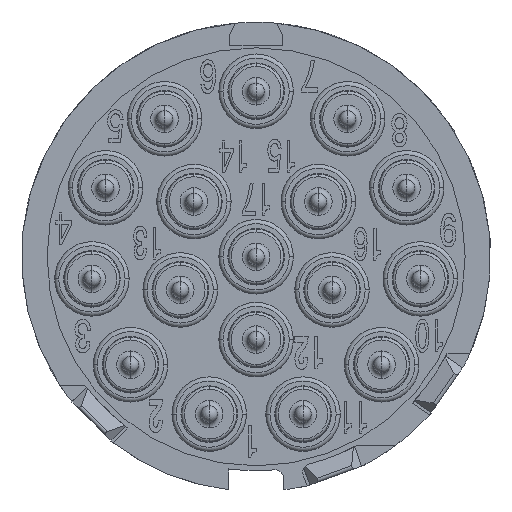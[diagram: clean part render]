
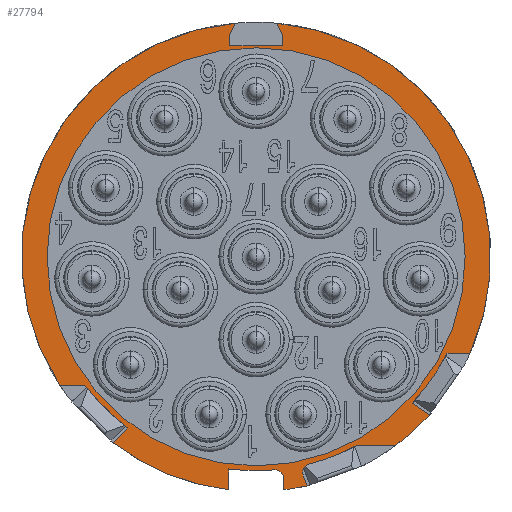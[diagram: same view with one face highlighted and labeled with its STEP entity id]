
A CAD part, front view. The second image highlights one B-rep face of the part: STEP entity #27794.
In plain terms, the highlighted planar face has unit normal (0, -1, 0).
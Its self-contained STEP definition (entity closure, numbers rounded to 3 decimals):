
#2072=DIRECTION('',(0.,0.,1.));
#2073=VECTOR('',#2072,0.421);
#2074=CARTESIAN_POINT('',(1.,-6.9,-8.441));
#2075=LINE('',#2074,#2073);
#2076=CARTESIAN_POINT('',(0.,-6.9,0.));
#2077=DIRECTION('',(0.,-1.,0.));
#2078=DIRECTION('',(-0.129,0.,-0.992));
#2079=AXIS2_PLACEMENT_3D('',#2076,#2077,#2078);
#2081=DIRECTION('',(0.,0.,-1.));
#2082=VECTOR('',#2081,0.756);
#2083=CARTESIAN_POINT('',(-1.,-6.9,-7.685));
#2084=LINE('',#2083,#2082);
#2085=DIRECTION('',(-0.707,0.,-0.707));
#2086=VECTOR('',#2085,0.757);
#2087=CARTESIAN_POINT('',(-4.647,-6.9,-6.202));
#2088=LINE('',#2087,#2086);
#2089=CARTESIAN_POINT('',(0.,-6.9,0.));
#2090=DIRECTION('',(0.,1.,0.));
#2091=DIRECTION('',(-0.6,0.,-0.8));
#2092=AXIS2_PLACEMENT_3D('',#2089,#2090,#2091);
#2094=DIRECTION('',(1.,0.,0.));
#2095=VECTOR('',#2094,0.915);
#2096=CARTESIAN_POINT('',(-7.117,-6.9,-4.647));
#2097=LINE('',#2096,#2095);
#2098=DIRECTION('',(0.433,0.,0.902));
#2099=VECTOR('',#2098,0.462);
#2100=CARTESIAN_POINT('',(-0.95,-6.9,8.05));
#2101=LINE('',#2100,#2099);
#2102=DIRECTION('',(0.,0.,1.));
#2103=VECTOR('',#2102,0.4);
#2104=CARTESIAN_POINT('',(-0.95,-6.9,7.65));
#2105=LINE('',#2104,#2103);
#2106=DIRECTION('',(-1.,0.,0.));
#2107=VECTOR('',#2106,1.9);
#2108=CARTESIAN_POINT('',(0.95,-6.9,7.65));
#2109=LINE('',#2108,#2107);
#2110=DIRECTION('',(0.,0.,-1.));
#2111=VECTOR('',#2110,0.4);
#2112=CARTESIAN_POINT('',(0.95,-6.9,8.05));
#2113=LINE('',#2112,#2111);
#2114=DIRECTION('',(0.433,0.,-0.902));
#2115=VECTOR('',#2114,0.462);
#2116=CARTESIAN_POINT('',(0.75,-6.9,8.467));
#2117=LINE('',#2116,#2115);
#2118=DIRECTION('',(1.,0.,0.));
#2119=VECTOR('',#2118,0.831);
#2120=CARTESIAN_POINT('',(6.915,-6.9,-3.499));
#2121=LINE('',#2120,#2119);
#2122=CARTESIAN_POINT('',(0.,-6.9,0.));
#2123=DIRECTION('',(0.,1.,0.));
#2124=DIRECTION('',(0.892,0.,-0.452));
#2125=AXIS2_PLACEMENT_3D('',#2122,#2123,#2124);
#2127=DIRECTION('',(-0.819,0.,0.574));
#2128=VECTOR('',#2127,0.757);
#2129=CARTESIAN_POINT('',(6.273,-6.9,-5.735));
#2130=LINE('',#2129,#2128);
#2131=DIRECTION('',(1.,0.,0.));
#2132=VECTOR('',#2131,1.399);
#2133=CARTESIAN_POINT('',(3.657,-6.9,-6.833));
#2134=LINE('',#2133,#2132);
#2135=CARTESIAN_POINT('',(0.,-6.9,0.));
#2136=DIRECTION('',(0.,1.,0.));
#2137=DIRECTION('',(0.472,0.,-0.882));
#2138=AXIS2_PLACEMENT_3D('',#2135,#2136,#2137);
#2140=DIRECTION('',(-0.342,0.,0.94));
#2141=VECTOR('',#2140,0.418);
#2142=CARTESIAN_POINT('',(1.849,-6.9,-8.296));
#2143=LINE('',#2142,#2141);
#2144=CARTESIAN_POINT('',(0.,-6.9,0.));
#2145=DIRECTION('',(0.,1.,0.));
#2146=DIRECTION('',(-1.,0.,0.));
#2147=AXIS2_PLACEMENT_3D('',#2144,#2145,#2146);
#2149=CARTESIAN_POINT('',(0.,-6.9,0.));
#2150=DIRECTION('',(0.,1.,0.));
#2151=DIRECTION('',(1.,0.,0.));
#2152=AXIS2_PLACEMENT_3D('',#2149,#2150,#2151);
#2162=CARTESIAN_POINT('',(0.7,-6.9,-8.02));
#2163=DIRECTION('',(0.,1.,0.));
#2164=DIRECTION('',(-0.087,0.,0.996));
#2165=AXIS2_PLACEMENT_3D('',#2162,#2163,#2164);
#3989=CARTESIAN_POINT('',(0.,-6.9,0.));
#3990=DIRECTION('',(0.,-1.,0.));
#3991=DIRECTION('',(-0.088,0.,0.996));
#3992=AXIS2_PLACEMENT_3D('',#3989,#3990,#3991);
#6403=CARTESIAN_POINT('',(0.,-6.9,0.));
#6404=DIRECTION('',(0.,-1.,0.));
#6405=DIRECTION('',(0.911,0.,-0.412));
#6406=AXIS2_PLACEMENT_3D('',#6403,#6404,#6405);
#13424=CARTESIAN_POINT('',(0.,-6.9,0.));
#13425=DIRECTION('',(0.,-1.,0.));
#13426=DIRECTION('',(-0.61,0.,-0.793));
#13427=AXIS2_PLACEMENT_3D('',#13424,#13425,#13426);
#13443=CARTESIAN_POINT('',(0.,-6.9,0.));
#13444=DIRECTION('',(0.,-1.,0.));
#13445=DIRECTION('',(0.118,0.,-0.993));
#13446=AXIS2_PLACEMENT_3D('',#13443,#13444,#13445);
#13465=CARTESIAN_POINT('',(1.988,-6.9,-7.801));
#13466=DIRECTION('',(0.,1.,0.));
#13467=DIRECTION('',(-0.94,0.,-0.342));
#13468=AXIS2_PLACEMENT_3D('',#13465,#13466,#13467);
#13496=CARTESIAN_POINT('',(0.,-6.9,0.));
#13497=DIRECTION('',(0.,-1.,0.));
#13498=DIRECTION('',(0.595,0.,-0.804));
#13499=AXIS2_PLACEMENT_3D('',#13496,#13497,#13498);
#23982=CARTESIAN_POINT('',(-7.575,-6.9,0.));
#23983=CARTESIAN_POINT('',(7.575,-6.9,0.));
#23984=VERTEX_POINT('',#23982);
#23985=VERTEX_POINT('',#23983);
#23990=CARTESIAN_POINT('',(-1.,-6.9,-7.685));
#23991=CARTESIAN_POINT('',(-1.,-6.9,-8.441));
#23992=VERTEX_POINT('',#23990);
#23993=VERTEX_POINT('',#23991);
#24062=CARTESIAN_POINT('',(6.273,-6.9,-5.735));
#24063=CARTESIAN_POINT('',(5.653,-6.9,-5.301));
#24064=VERTEX_POINT('',#24062);
#24065=VERTEX_POINT('',#24063);
#24066=CARTESIAN_POINT('',(-4.647,-6.9,-6.202));
#24067=CARTESIAN_POINT('',(-5.182,-6.9,-6.738));
#24068=VERTEX_POINT('',#24066);
#24069=VERTEX_POINT('',#24067);
#24070=CARTESIAN_POINT('',(1.,-6.9,-8.441));
#24071=CARTESIAN_POINT('',(1.849,-6.9,-8.296));
#24072=VERTEX_POINT('',#24070);
#24073=VERTEX_POINT('',#24071);
#24074=CARTESIAN_POINT('',(5.056,-6.9,-6.833));
#24075=VERTEX_POINT('',#24074);
#24076=CARTESIAN_POINT('',(6.915,-6.9,-3.499));
#24077=VERTEX_POINT('',#24076);
#24078=CARTESIAN_POINT('',(-6.202,-6.9,-4.647));
#24079=VERTEX_POINT('',#24078);
#24080=CARTESIAN_POINT('',(3.657,-6.9,-6.833));
#24081=VERTEX_POINT('',#24080);
#24082=CARTESIAN_POINT('',(7.746,-6.9,-3.499));
#24083=VERTEX_POINT('',#24082);
#24084=CARTESIAN_POINT('',(-7.117,-6.9,-4.647));
#24085=VERTEX_POINT('',#24084);
#24338=CARTESIAN_POINT('',(-0.95,-6.9,7.65));
#24339=CARTESIAN_POINT('',(-0.95,-6.9,8.05));
#24340=VERTEX_POINT('',#24338);
#24341=VERTEX_POINT('',#24339);
#24342=CARTESIAN_POINT('',(0.95,-6.9,8.05));
#24343=CARTESIAN_POINT('',(0.95,-6.9,7.65));
#24344=VERTEX_POINT('',#24342);
#24345=VERTEX_POINT('',#24343);
#24346=CARTESIAN_POINT('',(-0.75,-6.9,8.467));
#24347=VERTEX_POINT('',#24346);
#24348=CARTESIAN_POINT('',(0.75,-6.9,8.467));
#24349=VERTEX_POINT('',#24348);
#25811=CARTESIAN_POINT('',(1.914,-6.9,-7.51));
#25813=VERTEX_POINT('',#25811);
#25815=CARTESIAN_POINT('',(1.706,-6.9,-7.903));
#25817=VERTEX_POINT('',#25815);
#25818=CARTESIAN_POINT('',(0.674,-6.9,-7.721));
#25820=VERTEX_POINT('',#25818);
#25822=CARTESIAN_POINT('',(1.,-6.9,-8.02));
#25824=VERTEX_POINT('',#25822);
#27735=CARTESIAN_POINT('',(0.,-6.9,0.));
#27736=DIRECTION('',(0.,-1.,0.));
#27737=DIRECTION('',(-1.,0.,0.));
#27738=AXIS2_PLACEMENT_3D('',#27735,#27736,#27737);
#27739=PLANE('',#27738);
#27741=ORIENTED_EDGE('',*,*,#27740,.T.);
#27743=ORIENTED_EDGE('',*,*,#27742,.F.);
#27745=ORIENTED_EDGE('',*,*,#27744,.F.);
#27747=ORIENTED_EDGE('',*,*,#27746,.T.);
#27749=ORIENTED_EDGE('',*,*,#27748,.F.);
#27751=ORIENTED_EDGE('',*,*,#27750,.F.);
#27753=ORIENTED_EDGE('',*,*,#27752,.T.);
#27755=ORIENTED_EDGE('',*,*,#27754,.F.);
#27757=ORIENTED_EDGE('',*,*,#27756,.F.);
#27759=ORIENTED_EDGE('',*,*,#27758,.F.);
#27761=ORIENTED_EDGE('',*,*,#27760,.F.);
#27763=ORIENTED_EDGE('',*,*,#27762,.F.);
#27765=ORIENTED_EDGE('',*,*,#27764,.F.);
#27767=ORIENTED_EDGE('',*,*,#27766,.F.);
#27769=ORIENTED_EDGE('',*,*,#27768,.F.);
#27771=ORIENTED_EDGE('',*,*,#27770,.F.);
#27773=ORIENTED_EDGE('',*,*,#27772,.T.);
#27775=ORIENTED_EDGE('',*,*,#27774,.F.);
#27777=ORIENTED_EDGE('',*,*,#27776,.F.);
#27779=ORIENTED_EDGE('',*,*,#27778,.F.);
#27781=ORIENTED_EDGE('',*,*,#27780,.T.);
#27783=ORIENTED_EDGE('',*,*,#27782,.F.);
#27785=ORIENTED_EDGE('',*,*,#27784,.F.);
#27787=ORIENTED_EDGE('',*,*,#27786,.F.);
#27788=EDGE_LOOP('',(#27741,#27743,#27745,#27747,#27749,#27751,#27753,#27755,
#27757,#27759,#27761,#27763,#27765,#27767,#27769,#27771,#27773,#27775,#27777,
#27779,#27781,#27783,#27785,#27787));
#27789=FACE_OUTER_BOUND('',#27788,.F.);
#27790=ORIENTED_EDGE('',*,*,#27701,.F.);
#27791=ORIENTED_EDGE('',*,*,#27722,.F.);
#27792=EDGE_LOOP('',(#27790,#27791));
#27793=FACE_BOUND('',#27792,.F.);
#2080=CIRCLE('',#2079,7.75);
#2093=CIRCLE('',#2092,7.75);
#2126=CIRCLE('',#2125,7.75);
#2139=CIRCLE('',#2138,7.75);
#2148=CIRCLE('',#2147,7.575);
#2153=CIRCLE('',#2152,7.575);
#2166=CIRCLE('',#2165,0.3);
#3993=CIRCLE('',#3992,8.5);
#6407=CIRCLE('',#6406,8.5);
#13428=CIRCLE('',#13427,8.5);
#13447=CIRCLE('',#13446,8.5);
#13469=CIRCLE('',#13468,0.3);
#13500=CIRCLE('',#13499,8.5);
#27701=EDGE_CURVE('',#23984,#23985,#2148,.T.);
#27722=EDGE_CURVE('',#23985,#23984,#2153,.T.);
#27740=EDGE_CURVE('',#24072,#25824,#2075,.T.);
#27742=EDGE_CURVE('',#25820,#25824,#2166,.T.);
#27744=EDGE_CURVE('',#23992,#25820,#2080,.T.);
#27746=EDGE_CURVE('',#23992,#23993,#2084,.T.);
#27748=EDGE_CURVE('',#24069,#23993,#13428,.T.);
#27750=EDGE_CURVE('',#24068,#24069,#2088,.T.);
#27752=EDGE_CURVE('',#24068,#24079,#2093,.T.);
#27754=EDGE_CURVE('',#24085,#24079,#2097,.T.);
#27756=EDGE_CURVE('',#24347,#24085,#3993,.T.);
#27758=EDGE_CURVE('',#24341,#24347,#2101,.T.);
#27760=EDGE_CURVE('',#24340,#24341,#2105,.T.);
#27762=EDGE_CURVE('',#24345,#24340,#2109,.T.);
#27764=EDGE_CURVE('',#24344,#24345,#2113,.T.);
#27766=EDGE_CURVE('',#24349,#24344,#2117,.T.);
#27768=EDGE_CURVE('',#24083,#24349,#6407,.T.);
#27770=EDGE_CURVE('',#24077,#24083,#2121,.T.);
#27772=EDGE_CURVE('',#24077,#24065,#2126,.T.);
#27774=EDGE_CURVE('',#24064,#24065,#2130,.T.);
#27776=EDGE_CURVE('',#24075,#24064,#13500,.T.);
#27778=EDGE_CURVE('',#24081,#24075,#2134,.T.);
#27780=EDGE_CURVE('',#24081,#25813,#2139,.T.);
#27782=EDGE_CURVE('',#25817,#25813,#13469,.T.);
#27784=EDGE_CURVE('',#24073,#25817,#2143,.T.);
#27786=EDGE_CURVE('',#24072,#24073,#13447,.T.);
#27794=ADVANCED_FACE('',(#27789,#27793),#27739,.T.);
